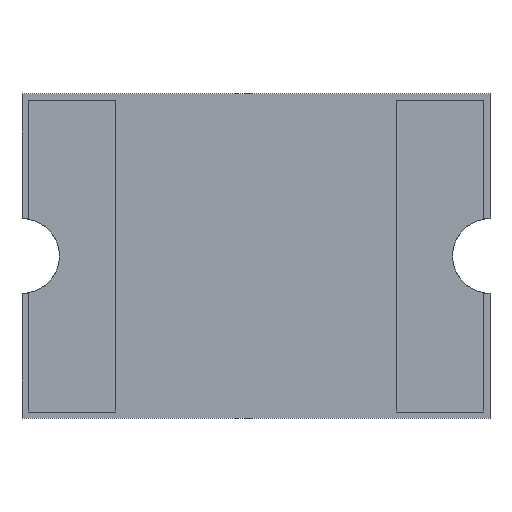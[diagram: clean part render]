
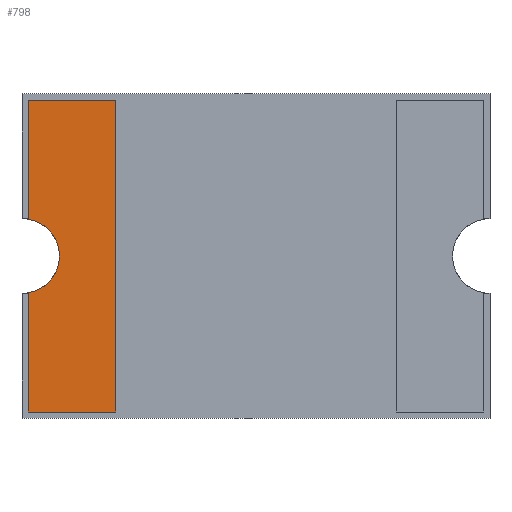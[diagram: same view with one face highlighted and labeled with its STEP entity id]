
A CAD part, front view. The second image highlights one B-rep face of the part: STEP entity #798.
In plain terms, the highlighted planar face has unit normal (0, -1, 0).
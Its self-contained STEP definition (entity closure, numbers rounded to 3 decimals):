
#10 = CARTESIAN_POINT ( 'NONE',  ( 2.655, -0.05, -3.766 ) ) ;
#24 = EDGE_LOOP ( 'NONE', ( #425, #643, #833, #678, #105, #172 ) ) ;
#43 = VERTEX_POINT ( 'NONE', #607 ) ;
#57 = DIRECTION ( 'NONE',  ( 1., 0., 0. ) ) ;
#70 = LINE ( 'NONE', #470, #323 ) ;
#76 = EDGE_CURVE ( 'NONE', #157, #225, #677, .T. ) ;
#105 = ORIENTED_EDGE ( 'NONE', *, *, #241, .T. ) ;
#115 = VERTEX_POINT ( 'NONE', #270 ) ;
#119 = CARTESIAN_POINT ( 'NONE',  ( 4.155, -0.05, -1.266 ) ) ;
#120 = CARTESIAN_POINT ( 'NONE',  ( 4.155, -0.05, -6.266 ) ) ;
#138 = LINE ( 'NONE', #341, #486 ) ;
#149 = EDGE_CURVE ( 'NONE', #225, #754, #70, .T. ) ;
#153 = VECTOR ( 'NONE', #189, 1000. ) ;
#157 = VERTEX_POINT ( 'NONE', #401 ) ;
#172 = ORIENTED_EDGE ( 'NONE', *, *, #407, .T. ) ;
#189 = DIRECTION ( 'NONE',  ( 0., 0., -1. ) ) ;
#196 = VECTOR ( 'NONE', #721, 1000. ) ;
#221 = DIRECTION ( 'NONE',  ( 0., 0., -1. ) ) ;
#225 = VERTEX_POINT ( 'NONE', #456 ) ;
#240 = DIRECTION ( 'NONE',  ( 0., 1., 0. ) ) ;
#241 = EDGE_CURVE ( 'NONE', #754, #622, #838, .T. ) ;
#262 = DIRECTION ( 'NONE',  ( 0., 0., 1. ) ) ;
#270 = CARTESIAN_POINT ( 'NONE',  ( 2.755, -0.05, -3.174 ) ) ;
#317 = CARTESIAN_POINT ( 'NONE',  ( 2.755, -0.05, -1.266 ) ) ;
#323 = VECTOR ( 'NONE', #802, 1000. ) ;
#325 = EDGE_CURVE ( 'NONE', #43, #115, #778, .T. ) ;
#341 = CARTESIAN_POINT ( 'NONE',  ( 2.755, -0.05, -1.266 ) ) ;
#354 = CARTESIAN_POINT ( 'NONE',  ( 2.755, -0.05, -1.266 ) ) ;
#401 = CARTESIAN_POINT ( 'NONE',  ( 2.755, -0.05, -4.357 ) ) ;
#406 = CARTESIAN_POINT ( 'NONE',  ( 4.155, -0.05, -1.266 ) ) ;
#407 = EDGE_CURVE ( 'NONE', #622, #43, #138, .T. ) ;
#408 = AXIS2_PLACEMENT_3D ( 'NONE', #10, #658, #262 ) ;
#409 = EDGE_CURVE ( 'NONE', #115, #157, #556, .T. ) ;
#425 = ORIENTED_EDGE ( 'NONE', *, *, #325, .T. ) ;
#439 = AXIS2_PLACEMENT_3D ( 'NONE', #502, #240, #57 ) ;
#456 = CARTESIAN_POINT ( 'NONE',  ( 2.755, -0.05, -6.266 ) ) ;
#470 = CARTESIAN_POINT ( 'NONE',  ( 2.755, -0.05, -6.266 ) ) ;
#486 = VECTOR ( 'NONE', #599, 1000. ) ;
#502 = CARTESIAN_POINT ( 'NONE',  ( 0., -0.05, 0. ) ) ;
#556 = CIRCLE ( 'NONE', #408, 0.6 ) ;
#599 = DIRECTION ( 'NONE',  ( -1., 0., 0. ) ) ;
#601 = VECTOR ( 'NONE', #221, 1000. ) ;
#607 = CARTESIAN_POINT ( 'NONE',  ( 2.755, -0.05, -1.266 ) ) ;
#622 = VERTEX_POINT ( 'NONE', #406 ) ;
#643 = ORIENTED_EDGE ( 'NONE', *, *, #409, .T. ) ;
#647 = FACE_OUTER_BOUND ( 'NONE', #24, .T. ) ;
#658 = DIRECTION ( 'NONE',  ( 0., 1., 0. ) ) ;
#677 = LINE ( 'NONE', #354, #601 ) ;
#678 = ORIENTED_EDGE ( 'NONE', *, *, #149, .T. ) ;
#721 = DIRECTION ( 'NONE',  ( 0., 0., 1. ) ) ;
#754 = VERTEX_POINT ( 'NONE', #120 ) ;
#778 = LINE ( 'NONE', #317, #153 ) ;
#798 = ADVANCED_FACE ( 'NONE', ( #647 ), #831, .F. ) ;
#802 = DIRECTION ( 'NONE',  ( 1., 0., 0. ) ) ;
#831 = PLANE ( 'NONE',  #439 ) ;
#833 = ORIENTED_EDGE ( 'NONE', *, *, #76, .T. ) ;
#838 = LINE ( 'NONE', #119, #196 ) ;
